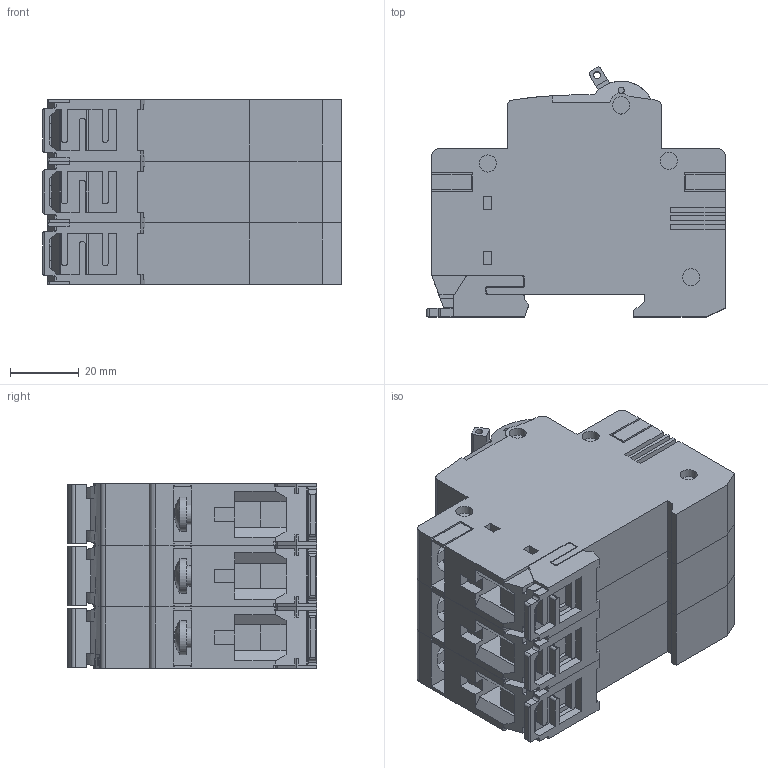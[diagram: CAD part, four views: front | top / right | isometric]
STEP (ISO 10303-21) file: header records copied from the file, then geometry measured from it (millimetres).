
FILE_DESCRIPTION( ( 'Unknown' ), '1' );
FILE_NAME( 'ETIMAT_10_3P.stp', 'Unknown', ( 'Unknown' ), ( 'Unknown' ), 'PSStep 14.0', 'Unknown', ' ' );
FILE_SCHEMA( ( 'AUTOMOTIVE_DESIGN { 1 0 10303 214 1 1 1 1 }' ) );
Length unit declared in the file: millimetre
Products named in the file (8): ETIMAT_10_1P-oa2; Obudowa_ETIMAT10; Dzwignia_ETIMAT10; Zapinka_ETIMAT10; ETIMAT_10_1P-oa1; ETIMAT_10_1P-oa0; Część blaszana7; Assem1
Assembly tree (13 placements, depth 3):
  Assem1
    ETIMAT_10_1P-oa0
      Obudowa_ETIMAT10
      Dzwignia_ETIMAT10
      Zapinka_ETIMAT10
      Część blaszana7
    ETIMAT_10_1P-oa1
      Obudowa_ETIMAT10
      Dzwignia_ETIMAT10
      Zapinka_ETIMAT10
    ETIMAT_10_1P-oa2
      Obudowa_ETIMAT10
      Dzwignia_ETIMAT10
      Zapinka_ETIMAT10
Bounding box: 87.19 x 72.92 x 54 mm (x, y, z)
Volume: 227156.4 mm3; surface area: 70391.3 mm2
Topology: 10 solids, 16 shells, 1122 faces, 3087 edges, 2051 vertices
Faces by surface type: plane 832, cylinder 230, bspline 54, cone 6
Full cylindrical faces by diameter (mm): 0.126 x6, 1.055 x3, 1.8 x6, 2 x3, 5 x24, 6 x6, 7 x12, 10 x6, 14 x6
Entity records: 17392 total; most frequent: CARTESIAN_POINT 3531, ORIENTED_EDGE 2164, DIRECTION 1866, EDGE_CURVE 1082, LINE 794, VECTOR 794, VERTEX_POINT 736, AXIS2_PLACEMENT_3D 536
